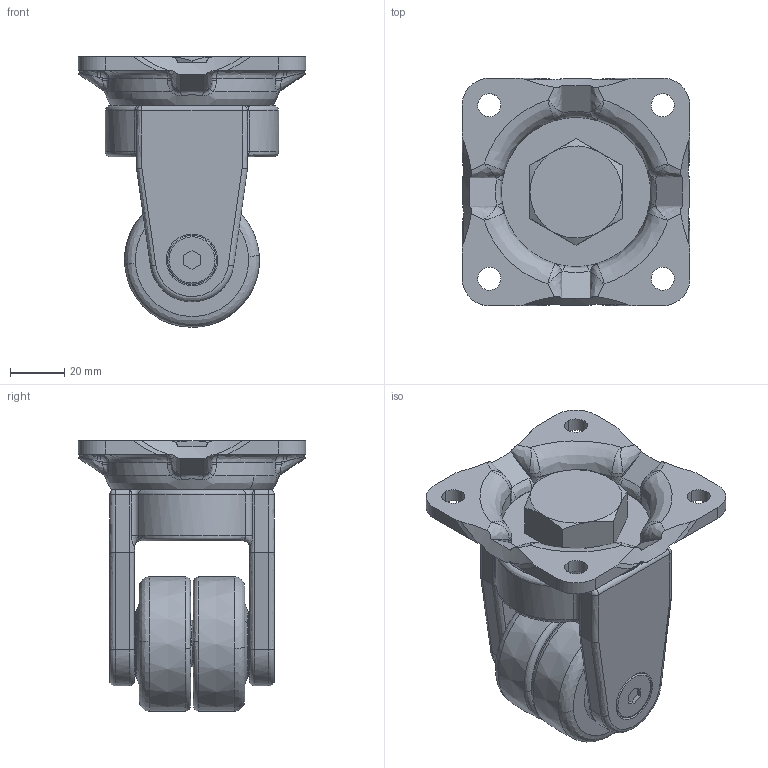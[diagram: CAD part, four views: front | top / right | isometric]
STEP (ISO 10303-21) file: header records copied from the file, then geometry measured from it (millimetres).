
FILE_DESCRIPTION((''),'2;1');
FILE_NAME('','2008-04-30T14:22:33',(''),(''),'','CADfix','');
FILE_SCHEMA(('AUTOMOTIVE_DESIGN { 1 0 10303 214 1 1 1 1 }'));
Length unit declared in the file: millimetre
Bounding box: 84 x 84 x 99.87 mm (x, y, z)
Volume: 212024.6 mm3; surface area: 60786.3 mm2
Topology: 5 solids, 5 shells, 392 faces, 1079 edges, 703 vertices
Faces by surface type: bspline 392
Entity records: 22087 total; most frequent: CARTESIAN_POINT 16192, ORIENTED_EDGE 2142, EDGE_CURVE 1071, VERTEX_POINT 703, EDGE_LOOP 424, FACE_OUTER_BOUND 392, ADVANCED_FACE 392, QUASI_UNIFORM_CURVE 318
